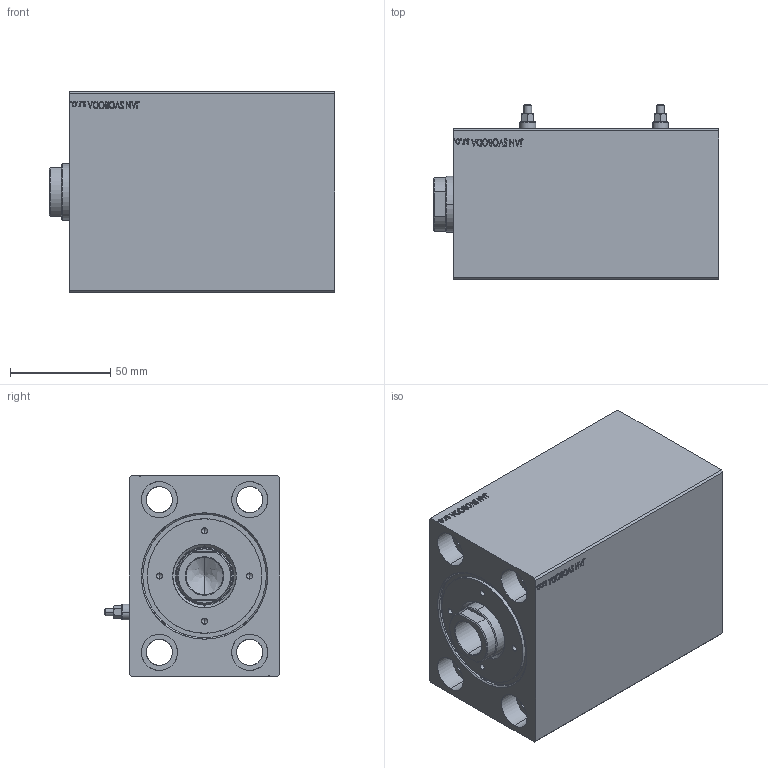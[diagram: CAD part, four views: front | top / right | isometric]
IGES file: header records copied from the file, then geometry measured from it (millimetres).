
Start section: SolidWorks IGES file using analytic representation for surfaces
Global section: file name: 4ae1.IGS; native system: SolidWorks 2019; preprocessor: SolidWorks 2019; author: Model3D; date: 240211.172605; units: millimetre
Bounding box: 142 x 87.5 x 100 mm (x, y, z)
Surface area: 133122.7 mm2 (no closed solid volume)
Topology: 0 solids, 0 shells, 934 faces, 13430 edges, 13420 vertices
Faces by surface type: bspline 812, revolution 122
